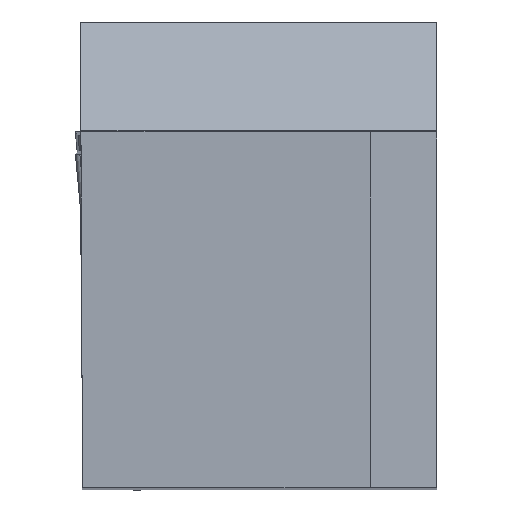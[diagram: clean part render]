
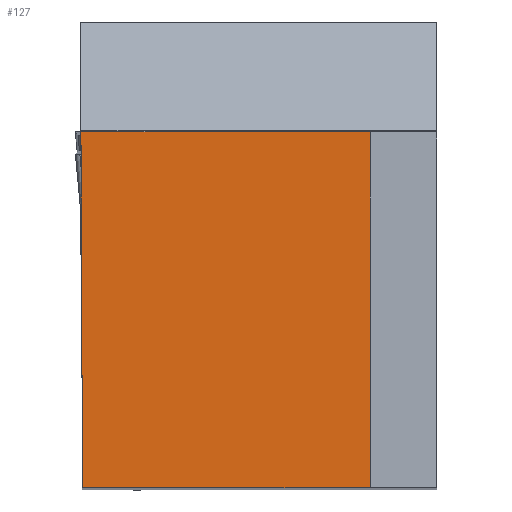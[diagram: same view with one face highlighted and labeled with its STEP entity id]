
A CAD part, top view. The second image highlights one B-rep face of the part: STEP entity #127.
In plain terms, the highlighted planar face has unit normal (0, 0, 1).
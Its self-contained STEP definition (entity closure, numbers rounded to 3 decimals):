
#127=ADVANCED_FACE('BLANK_BOXF006',(#233),#185,.T.);
#185=PLANE('',#1328);
#233=FACE_OUTER_BOUND('',#293,.T.);
#293=EDGE_LOOP('',(#699,#700,#701,#702));
#390=LINE('',#1779,#519);
#397=LINE('',#1793,#526);
#402=LINE('',#1824,#531);
#403=LINE('',#1826,#532);
#519=VECTOR('',#1453,1.);
#526=VECTOR('',#1466,1.);
#531=VECTOR('',#1481,1.);
#532=VECTOR('',#1482,1.);
#699=ORIENTED_EDGE('',*,*,#1107,.T.);
#700=ORIENTED_EDGE('',*,*,#1115,.T.);
#701=ORIENTED_EDGE('',*,*,#1116,.F.);
#702=ORIENTED_EDGE('',*,*,#1099,.F.);
#983=VERTEX_POINT('',#1778);
#984=VERTEX_POINT('',#1780);
#987=VERTEX_POINT('',#1792);
#990=VERTEX_POINT('',#1825);
#1099=EDGE_CURVE('',#983,#984,#390,.T.);
#1107=EDGE_CURVE('',#983,#987,#397,.T.);
#1115=EDGE_CURVE('',#987,#990,#402,.T.);
#1116=EDGE_CURVE('',#984,#990,#403,.T.);
#1328=AXIS2_PLACEMENT_3D('',#1827,#1483,#1484);
#1453=DIRECTION('',(-0.004,1.,0.));
#1466=DIRECTION('',(1.,0.,0.));
#1481=DIRECTION('',(0.,1.,0.));
#1482=DIRECTION('',(1.,0.,0.));
#1483=DIRECTION('',(0.,0.,1.));
#1484=DIRECTION('',(-1.,0.,0.));
#1778=CARTESIAN_POINT('',(-15.856,0.,0.));
#1779=CARTESIAN_POINT('',(-15.95,21.759,0.));
#1780=CARTESIAN_POINT('',(-15.925,15.925,0.));
#1792=CARTESIAN_POINT('',(-2.974,0.,0.));
#1793=CARTESIAN_POINT('',(22.,0.,0.));
#1824=CARTESIAN_POINT('',(-2.974,15.925,0.));
#1825=CARTESIAN_POINT('',(-2.974,15.925,0.));
#1826=CARTESIAN_POINT('',(22.,15.925,0.));
#1827=CARTESIAN_POINT('',(22.,21.925,0.));
